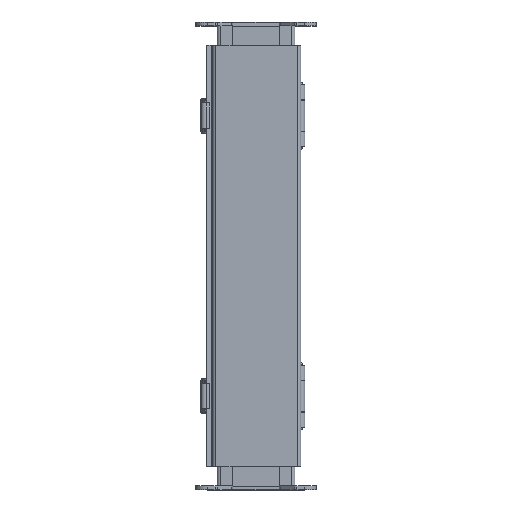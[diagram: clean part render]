
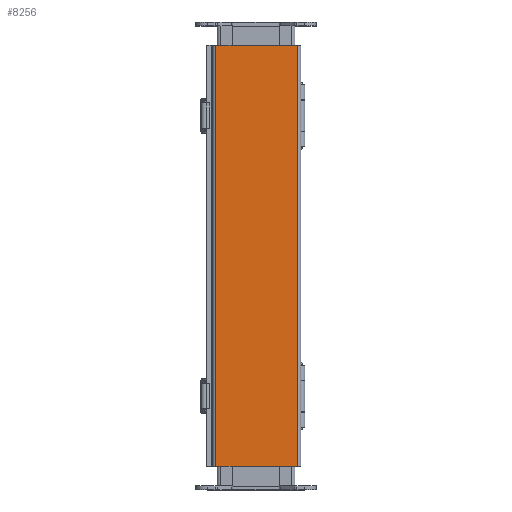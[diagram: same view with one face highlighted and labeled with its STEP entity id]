
A CAD part, top view. The second image highlights one B-rep face of the part: STEP entity #8256.
In plain terms, the highlighted planar face has unit normal (0, 0, 1).
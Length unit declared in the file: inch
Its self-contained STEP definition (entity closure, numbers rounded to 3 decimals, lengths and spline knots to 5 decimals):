
#87 = LINE ( 'NONE', #11411, #8207 ) ;
#372 = DIRECTION ( 'NONE',  ( 0., 0., 1. ) ) ;
#630 = VERTEX_POINT ( 'NONE', #8382 ) ;
#679 = CARTESIAN_POINT ( 'NONE',  ( -1.3215, 0.625, 2.672 ) ) ;
#907 = VECTOR ( 'NONE', #11465, 39.37008 ) ;
#1109 = FACE_OUTER_BOUND ( 'NONE', #1912, .T. ) ;
#1134 = CARTESIAN_POINT ( 'NONE',  ( -1.2855, 14.125, 2.672 ) ) ;
#1234 = PLANE ( 'NONE',  #2393 ) ;
#1498 = VERTEX_POINT ( 'NONE', #10579 ) ;
#1862 = DIRECTION ( 'NONE',  ( 0., 1., 0. ) ) ;
#1873 = ORIENTED_EDGE ( 'NONE', *, *, #7927, .T. ) ;
#1912 = EDGE_LOOP ( 'NONE', ( #1873, #6689, #8408, #4174 ) ) ;
#2052 = LINE ( 'NONE', #1134, #907 ) ;
#2393 = AXIS2_PLACEMENT_3D ( 'NONE', #10694, #372, #4140 ) ;
#2699 = EDGE_CURVE ( 'NONE', #4221, #630, #2052, .T. ) ;
#2713 = CARTESIAN_POINT ( 'NONE',  ( -1.2855, 14.125, 2.672 ) ) ;
#2984 = VECTOR ( 'NONE', #7183, 39.37008 ) ;
#4140 = DIRECTION ( 'NONE',  ( 1., 0., 0. ) ) ;
#4174 = ORIENTED_EDGE ( 'NONE', *, *, #2699, .T. ) ;
#4221 = VERTEX_POINT ( 'NONE', #2713 ) ;
#5266 = LINE ( 'NONE', #679, #2984 ) ;
#5586 = DIRECTION ( 'NONE',  ( -1., 0., 0. ) ) ;
#5602 = EDGE_CURVE ( 'NONE', #1498, #4221, #87, .T. ) ;
#5753 = VECTOR ( 'NONE', #1862, 39.37008 ) ;
#6689 = ORIENTED_EDGE ( 'NONE', *, *, #7627, .T. ) ;
#7183 = DIRECTION ( 'NONE',  ( 1., 0., 0. ) ) ;
#7496 = CARTESIAN_POINT ( 'NONE',  ( 1.3285, 14.125, 2.672 ) ) ;
#7627 = EDGE_CURVE ( 'NONE', #10649, #1498, #11460, .T. ) ;
#7927 = EDGE_CURVE ( 'NONE', #630, #10649, #5266, .T. ) ;
#8207 = VECTOR ( 'NONE', #5586, 39.37008 ) ;
#8256 = ADVANCED_FACE ( 'NONE', ( #1109 ), #1234, .T. ) ;
#8382 = CARTESIAN_POINT ( 'NONE',  ( -1.2855, 0.625, 2.672 ) ) ;
#8408 = ORIENTED_EDGE ( 'NONE', *, *, #5602, .T. ) ;
#10579 = CARTESIAN_POINT ( 'NONE',  ( 1.3285, 14.125, 2.672 ) ) ;
#10649 = VERTEX_POINT ( 'NONE', #11587 ) ;
#10694 = CARTESIAN_POINT ( 'NONE',  ( -1.3215, 14.125, 2.672 ) ) ;
#11411 = CARTESIAN_POINT ( 'NONE',  ( -1.3215, 14.125, 2.672 ) ) ;
#11460 = LINE ( 'NONE', #7496, #5753 ) ;
#11465 = DIRECTION ( 'NONE',  ( 0., -1., 0. ) ) ;
#11587 = CARTESIAN_POINT ( 'NONE',  ( 1.3285, 0.625, 2.672 ) ) ;
